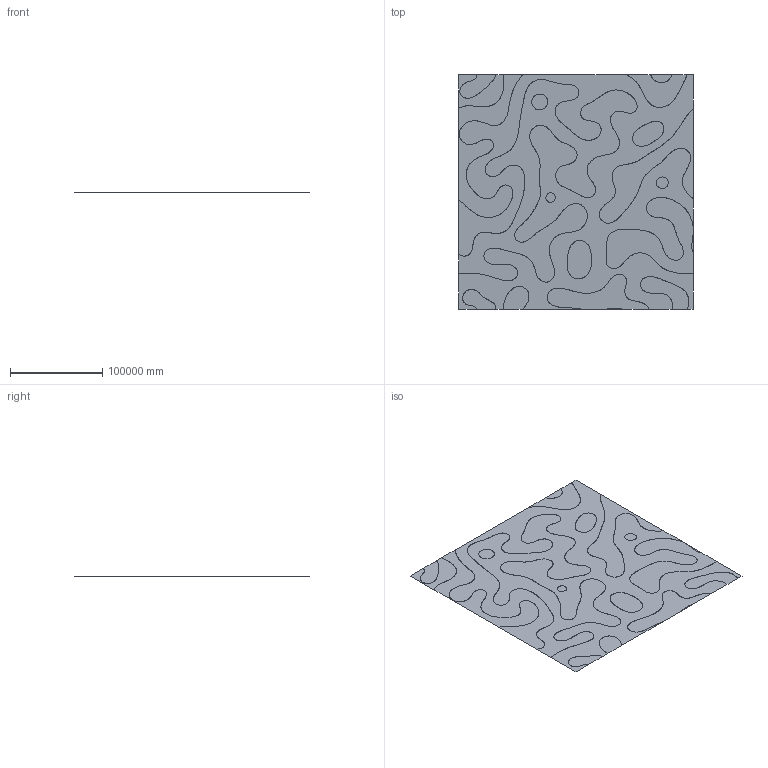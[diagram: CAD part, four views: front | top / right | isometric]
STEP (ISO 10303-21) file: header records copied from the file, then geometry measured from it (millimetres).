
FILE_DESCRIPTION(/* description */ (''),/* implementation_level */ '2;1');
FILE_NAME(/* name */ 'morph_4.step',/* time_stamp */ '2023-06-07T19:11:39+02:00',/* author */ (''),/* organization */ (''),/* preprocessor_version */ 'ST-DEVELOPER v19.2',/* originating_system */ 'Autodesk Translation Framework v12.6.0.85',/* authorisation */ '');
FILE_SCHEMA (('AUTOMOTIVE_DESIGN { 1 0 10303 214 3 1 1 }'));
Products named in the file (1): (Unsaved)
Bounding box: 255000 x 255000 x 0 mm (x, y, z)
Surface area: 65025000000 mm2 (no closed solid volume)
Topology: 0 solids, 19 shells, 19 faces, 9376 edges, 9376 vertices
Faces by surface type: plane 19
Entity records: 75263 total; most frequent: CARTESIAN_POINT 18772, DIRECTION 9416, LINE 9376, VECTOR 9376, VERTEX_POINT 9376, EDGE_CURVE 9376, ORIENTED_EDGE 9376, EDGE_LOOP 24
